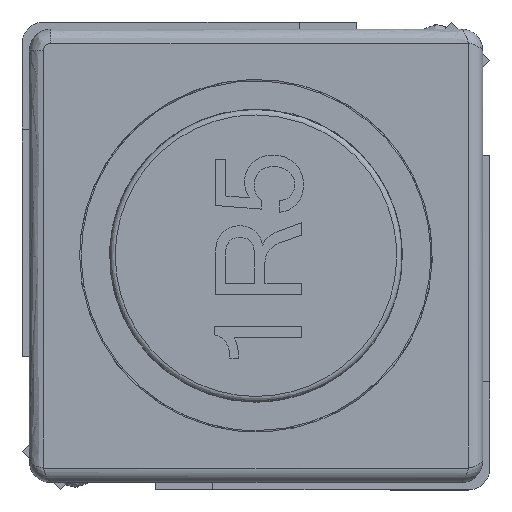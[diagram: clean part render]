
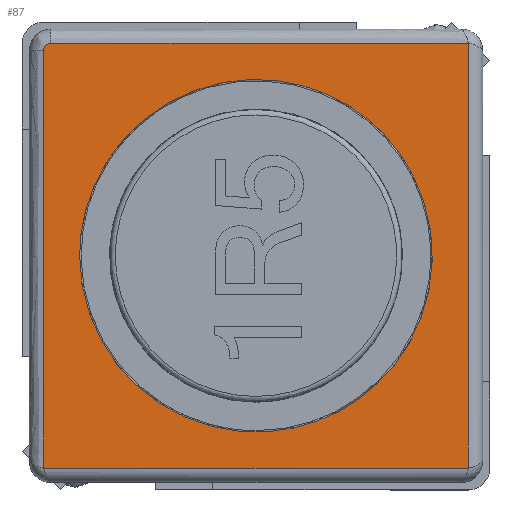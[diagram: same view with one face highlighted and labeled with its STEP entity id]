
A CAD part, top view. The second image highlights one B-rep face of the part: STEP entity #87.
In plain terms, the highlighted free-form (B-spline) face has degree [1, 1] with [2, 2] control points.
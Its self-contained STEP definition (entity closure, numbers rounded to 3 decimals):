
#30=CARTESIAN_POINT('',(3.465,3.465,2.98));
#31=CARTESIAN_POINT('',(3.465,-3.465,2.98));
#32=CARTESIAN_POINT('',(-3.465,3.465,2.98));
#33=CARTESIAN_POINT('',(-3.465,-3.465,2.98));
#34=B_SPLINE_SURFACE_WITH_KNOTS('',1,1,((#30,#31),(#32,#33)),.PLANE_SURF.,.F.,.F.,.U.,(2,2),(2,2),(0.,1.),(0.,1.),.UNSPECIFIED.);
#35=CARTESIAN_POINT('',(-2.85,2.95,2.98));
#36=VERTEX_POINT('',#35);
#37=CARTESIAN_POINT('',(-2.95,2.85,2.98));
#38=VERTEX_POINT('',#37);
#39=CARTESIAN_POINT('',(-2.85,2.95,2.98));
#40=CARTESIAN_POINT('',(-2.95,2.95,2.98));
#41=CARTESIAN_POINT('',(-2.95,2.85,2.98));
#42=(BOUNDED_CURVE()B_SPLINE_CURVE(2,(#39,#40,#41),.CIRCULAR_ARC.,.F.,.U.)B_SPLINE_CURVE_WITH_KNOTS((3,3),(0.,1.),.UNSPECIFIED.)CURVE()GEOMETRIC_REPRESENTATION_ITEM()RATIONAL_B_SPLINE_CURVE((1.,0.707,1.))REPRESENTATION_ITEM(''));
#43=EDGE_CURVE('',#36,#38,#42,.T.);
#44=ORIENTED_EDGE('',*,*,#43,.T.);
#45=CARTESIAN_POINT('',(-2.95,-2.95,2.98));
#46=VERTEX_POINT('',#45);
#47=CARTESIAN_POINT('',(-2.95,2.85,2.98));
#48=CARTESIAN_POINT('',(-2.95,-2.95,2.98));
#49=B_SPLINE_CURVE_WITH_KNOTS('',1,(#47,#48),.POLYLINE_FORM.,.F.,.U.,(2,2),(0.048,0.968),.UNSPECIFIED.);
#50=EDGE_CURVE('',#38,#46,#49,.T.);
#51=ORIENTED_EDGE('',*,*,#50,.T.);
#52=CARTESIAN_POINT('',(2.95,-2.95,2.98));
#53=VERTEX_POINT('',#52);
#54=CARTESIAN_POINT('',(-2.95,-2.95,2.98));
#55=CARTESIAN_POINT('',(2.95,-2.95,2.98));
#56=B_SPLINE_CURVE_WITH_KNOTS('',1,(#54,#55),.POLYLINE_FORM.,.F.,.U.,(2,2),(0.032,0.968),.UNSPECIFIED.);
#57=EDGE_CURVE('',#46,#53,#56,.T.);
#58=ORIENTED_EDGE('',*,*,#57,.T.);
#59=CARTESIAN_POINT('',(2.95,2.95,2.98));
#60=VERTEX_POINT('',#59);
#61=CARTESIAN_POINT('',(2.95,-2.95,2.98));
#62=CARTESIAN_POINT('',(2.95,2.95,2.98));
#63=B_SPLINE_CURVE_WITH_KNOTS('',1,(#61,#62),.POLYLINE_FORM.,.F.,.U.,(2,2),(0.032,0.968),.UNSPECIFIED.);
#64=EDGE_CURVE('',#53,#60,#63,.T.);
#65=ORIENTED_EDGE('',*,*,#64,.T.);
#66=CARTESIAN_POINT('',(2.95,2.95,2.98));
#67=CARTESIAN_POINT('',(-2.85,2.95,2.98));
#68=B_SPLINE_CURVE_WITH_KNOTS('',1,(#66,#67),.POLYLINE_FORM.,.F.,.U.,(2,2),(0.032,0.952),.UNSPECIFIED.);
#69=EDGE_CURVE('',#60,#36,#68,.T.);
#70=ORIENTED_EDGE('',*,*,#69,.T.);
#71=EDGE_LOOP('',(#44,#51,#58,#65,#70));
#72=FACE_OUTER_BOUND('',#71,.T.);
#73=CARTESIAN_POINT('',(-2.45,0.,2.98));
#74=VERTEX_POINT('',#73);
#75=CARTESIAN_POINT('',(-2.45,0.,2.98));
#76=CARTESIAN_POINT('',(-2.45,-4.244,2.98));
#77=CARTESIAN_POINT('',(1.225,-2.122,2.98));
#78=CARTESIAN_POINT('',(4.9,0.,2.98));
#79=CARTESIAN_POINT('',(1.225,2.122,2.98));
#80=CARTESIAN_POINT('',(-2.45,4.244,2.98));
#81=CARTESIAN_POINT('',(-2.45,0.,2.98));
#82=(BOUNDED_CURVE()B_SPLINE_CURVE(2,(#75,#76,#77,#78,#79,#80,#81),.CIRCULAR_ARC.,.T.,.U.)B_SPLINE_CURVE_WITH_KNOTS((3,2,2,3),(0.,0.333,0.667,1.),.UNSPECIFIED.)CURVE()GEOMETRIC_REPRESENTATION_ITEM()RATIONAL_B_SPLINE_CURVE((1.,0.5,1.,0.5,1.,0.5,1.))REPRESENTATION_ITEM(''));
#83=EDGE_CURVE('',#74,#74,#82,.T.);
#84=ORIENTED_EDGE('',*,*,#83,.F.);
#85=EDGE_LOOP('',(#84));
#86=FACE_BOUND('',#85,.T.);
#87=ADVANCED_FACE('',(#72,#86),#34,.T.);
